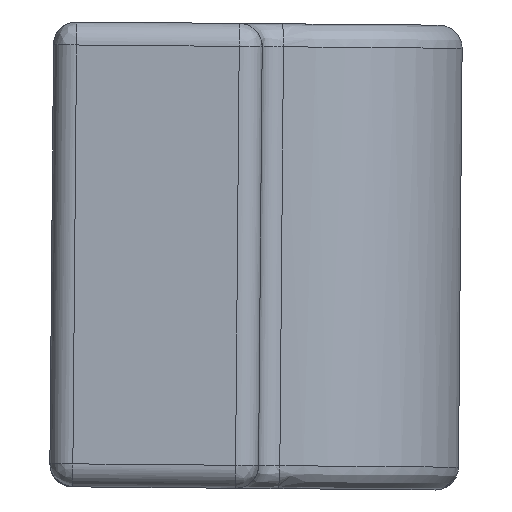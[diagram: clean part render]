
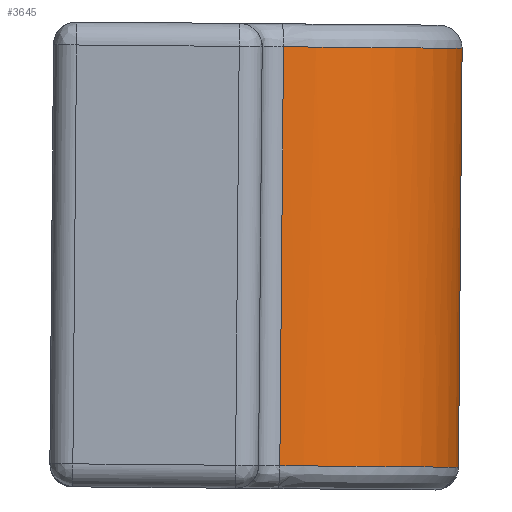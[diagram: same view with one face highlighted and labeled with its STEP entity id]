
A CAD part, left-side view. The second image highlights one B-rep face of the part: STEP entity #3645.
In plain terms, the highlighted free-form (B-spline) face has degree [2, 1] with [3, 2] control points.
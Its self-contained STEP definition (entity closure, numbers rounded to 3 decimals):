
#2654 = VERTEX_POINT('',#2655);
#2655 = CARTESIAN_POINT('',(-55.848,-14.398,
    5.431));
#2792 = VERTEX_POINT('',#2793);
#2793 = CARTESIAN_POINT('',(-55.848,-14.285,
    -7.534));
#2842 = EDGE_CURVE('',#2792,#2654,#2843,.T.);
#2843 = B_SPLINE_CURVE_WITH_KNOTS('',1,(#2844,#2845),.UNSPECIFIED.,.F.,
  .F.,(2,2),(-9.614,-0.5),.PIECEWISE_BEZIER_KNOTS.);
#2844 = CARTESIAN_POINT('',(-55.848,-14.285,
    -7.534));
#2845 = CARTESIAN_POINT('',(-55.848,-14.398,
    5.431));
#2883 = VERTEX_POINT('',#2884);
#2884 = CARTESIAN_POINT('',(-49.89,-19.815,
    -7.582));
#2890 = EDGE_CURVE('',#2883,#2792,#2891,.T.);
#2891 = ( BOUNDED_CURVE() B_SPLINE_CURVE(2,(#2892,#2893,#2894),
.UNSPECIFIED.,.F.,.F.) B_SPLINE_CURVE_WITH_KNOTS((3,3),(5.48,
6.976),.PIECEWISE_BEZIER_KNOTS.) CURVE() 
GEOMETRIC_REPRESENTATION_ITEM() RATIONAL_B_SPLINE_CURVE((1.,
0.733,1.)) REPRESENTATION_ITEM('') );
#2892 = CARTESIAN_POINT('',(-49.89,-19.815,
    -7.582));
#2893 = CARTESIAN_POINT('',(-55.435,-19.815,
    -7.582));
#2894 = CARTESIAN_POINT('',(-55.848,-14.285,
    -7.534));
#3013 = VERTEX_POINT('',#3014);
#3014 = CARTESIAN_POINT('',(-49.89,-19.928,
    5.383));
#3042 = EDGE_CURVE('',#2654,#3013,#3043,.T.);
#3043 = ( BOUNDED_CURVE() B_SPLINE_CURVE(2,(#3044,#3045,#3046),
.UNSPECIFIED.,.F.,.F.) B_SPLINE_CURVE_WITH_KNOTS((3,3),(5.59,
7.086),.PIECEWISE_BEZIER_KNOTS.) CURVE() 
GEOMETRIC_REPRESENTATION_ITEM() RATIONAL_B_SPLINE_CURVE((1.,
0.733,1.)) REPRESENTATION_ITEM('') );
#3044 = CARTESIAN_POINT('',(-55.848,-14.398,
    5.431));
#3045 = CARTESIAN_POINT('',(-55.435,-19.928,
    5.383));
#3046 = CARTESIAN_POINT('',(-49.89,-19.928,
    5.383));
#3522 = EDGE_CURVE('',#3013,#2883,#3523,.T.);
#3523 = B_SPLINE_CURVE_WITH_KNOTS('',1,(#3524,#3525),.UNSPECIFIED.,.F.,
  .F.,(2,2),(0.5,9.614),.PIECEWISE_BEZIER_KNOTS.);
#3524 = CARTESIAN_POINT('',(-49.89,-19.928,
    5.383));
#3525 = CARTESIAN_POINT('',(-49.89,-19.815,
    -7.582));
#3645 = ADVANCED_FACE('',(#3646),#3652,.T.);
#3646 = FACE_BOUND('',#3647,.T.);
#3647 = EDGE_LOOP('',(#3648,#3649,#3650,#3651));
#3648 = ORIENTED_EDGE('',*,*,#3042,.F.);
#3649 = ORIENTED_EDGE('',*,*,#2842,.F.);
#3650 = ORIENTED_EDGE('',*,*,#2890,.F.);
#3651 = ORIENTED_EDGE('',*,*,#3522,.F.);
#3652 = ( BOUNDED_SURFACE() B_SPLINE_SURFACE(2,1,(
    (#3653,#3654)
    ,(#3655,#3656)
    ,(#3657,#3658
)),.UNSPECIFIED.,.F.,.F.,.F.) B_SPLINE_SURFACE_WITH_KNOTS((3,3),(2,2),(
    4.712,6.209),(0.5,9.614),
.PIECEWISE_BEZIER_KNOTS.) GEOMETRIC_REPRESENTATION_ITEM() 
RATIONAL_B_SPLINE_SURFACE((
    (1.,1.)
    ,(0.733,0.733)
,(1.,1.))) REPRESENTATION_ITEM('') SURFACE() );
#3653 = CARTESIAN_POINT('',(-49.89,-19.928,
    5.383));
#3654 = CARTESIAN_POINT('',(-49.89,-19.815,
    -7.582));
#3655 = CARTESIAN_POINT('',(-55.435,-19.928,
    5.383));
#3656 = CARTESIAN_POINT('',(-55.435,-19.815,
    -7.582));
#3657 = CARTESIAN_POINT('',(-55.848,-14.398,
    5.431));
#3658 = CARTESIAN_POINT('',(-55.848,-14.285,
    -7.534));
